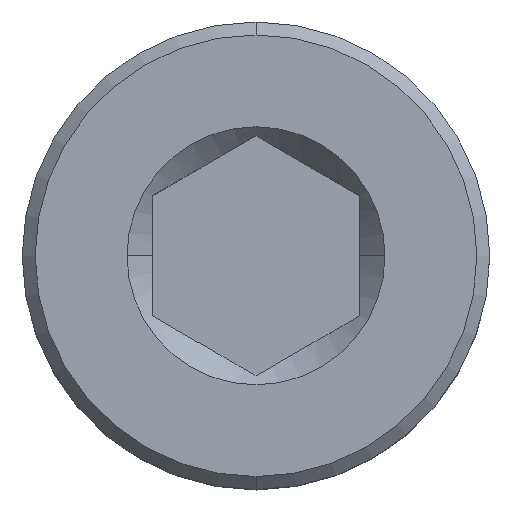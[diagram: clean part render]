
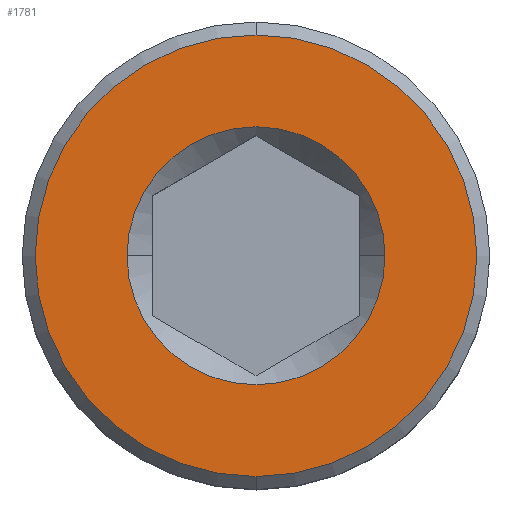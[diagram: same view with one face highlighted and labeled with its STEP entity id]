
A CAD part, top view. The second image highlights one B-rep face of the part: STEP entity #1781.
In plain terms, the highlighted planar face has unit normal (0, 0, 1).
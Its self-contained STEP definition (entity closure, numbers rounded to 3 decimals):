
#37 = ORIENTED_EDGE ( 'NONE', *, *, #882, .F. ) ;
#50 = EDGE_CURVE ( 'NONE', #464, #277, #2392, .T. ) ;
#64 = CARTESIAN_POINT ( 'NONE',  ( 0., 0., 3.25 ) ) ;
#117 = CARTESIAN_POINT ( 'NONE',  ( 0., 0., 3.25 ) ) ;
#125 = FACE_BOUND ( 'NONE', #874, .T. ) ;
#258 = DIRECTION ( 'NONE',  ( 0., 0., 1. ) ) ;
#277 = VERTEX_POINT ( 'NONE', #1361 ) ;
#464 = VERTEX_POINT ( 'NONE', #1788 ) ;
#485 = DIRECTION ( 'NONE',  ( 0., 0., -1. ) ) ;
#495 = DIRECTION ( 'NONE',  ( 0., 0., 1. ) ) ;
#639 = DIRECTION ( 'NONE',  ( 0., -1., 0. ) ) ;
#694 = AXIS2_PLACEMENT_3D ( 'NONE', #1717, #2471, #1708 ) ;
#810 = PLANE ( 'NONE',  #1262 ) ;
#818 = ORIENTED_EDGE ( 'NONE', *, *, #1286, .F. ) ;
#862 = VERTEX_POINT ( 'NONE', #2262 ) ;
#872 = AXIS2_PLACEMENT_3D ( 'NONE', #2008, #485, #1619 ) ;
#874 = EDGE_LOOP ( 'NONE', ( #37, #1664 ) ) ;
#882 = EDGE_CURVE ( 'NONE', #277, #464, #2273, .T. ) ;
#1099 = DIRECTION ( 'NONE',  ( 1., 0., 0. ) ) ;
#1186 = ORIENTED_EDGE ( 'NONE', *, *, #2222, .F. ) ;
#1194 = FACE_OUTER_BOUND ( 'NONE', #1260, .T. ) ;
#1239 = AXIS2_PLACEMENT_3D ( 'NONE', #2028, #495, #2051 ) ;
#1260 = EDGE_LOOP ( 'NONE', ( #1186, #818 ) ) ;
#1262 = AXIS2_PLACEMENT_3D ( 'NONE', #64, #258, #639 ) ;
#1286 = EDGE_CURVE ( 'NONE', #862, #2343, #2371, .T. ) ;
#1361 = CARTESIAN_POINT ( 'NONE',  ( 1.241, 0., 3.25 ) ) ;
#1483 = DIRECTION ( 'NONE',  ( 0., 0., 1. ) ) ;
#1510 = CARTESIAN_POINT ( 'NONE',  ( 0., 2.125, 3.25 ) ) ;
#1575 = CIRCLE ( 'NONE', #694, 2.125 ) ;
#1619 = DIRECTION ( 'NONE',  ( 0., 1., 0. ) ) ;
#1664 = ORIENTED_EDGE ( 'NONE', *, *, #50, .F. ) ;
#1708 = DIRECTION ( 'NONE',  ( 0., 1., 0. ) ) ;
#1717 = CARTESIAN_POINT ( 'NONE',  ( 0., 0., 3.25 ) ) ;
#1781 = ADVANCED_FACE ( 'NONE', ( #125, #1194 ), #810, .T. ) ;
#1788 = CARTESIAN_POINT ( 'NONE',  ( -1.241, 0., 3.25 ) ) ;
#2008 = CARTESIAN_POINT ( 'NONE',  ( 0., 0., 3.25 ) ) ;
#2028 = CARTESIAN_POINT ( 'NONE',  ( 0., 0., 3.25 ) ) ;
#2051 = DIRECTION ( 'NONE',  ( 1., 0., 0. ) ) ;
#2222 = EDGE_CURVE ( 'NONE', #2343, #862, #1575, .T. ) ;
#2262 = CARTESIAN_POINT ( 'NONE',  ( 0., -2.125, 3.25 ) ) ;
#2273 = CIRCLE ( 'NONE', #2485, 1.241 ) ;
#2343 = VERTEX_POINT ( 'NONE', #1510 ) ;
#2371 = CIRCLE ( 'NONE', #872, 2.125 ) ;
#2392 = CIRCLE ( 'NONE', #1239, 1.241 ) ;
#2471 = DIRECTION ( 'NONE',  ( 0., 0., -1. ) ) ;
#2485 = AXIS2_PLACEMENT_3D ( 'NONE', #117, #1483, #1099 ) ;
